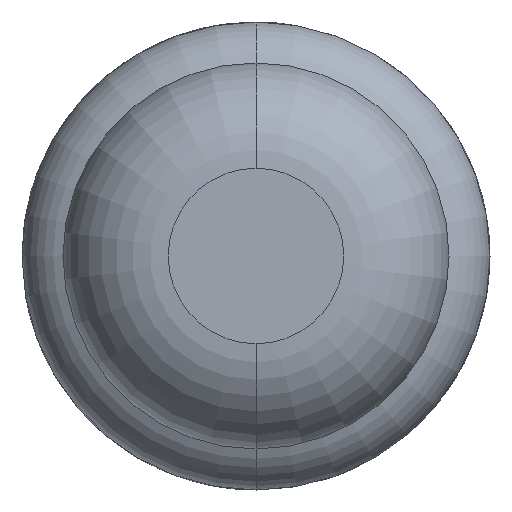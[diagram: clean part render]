
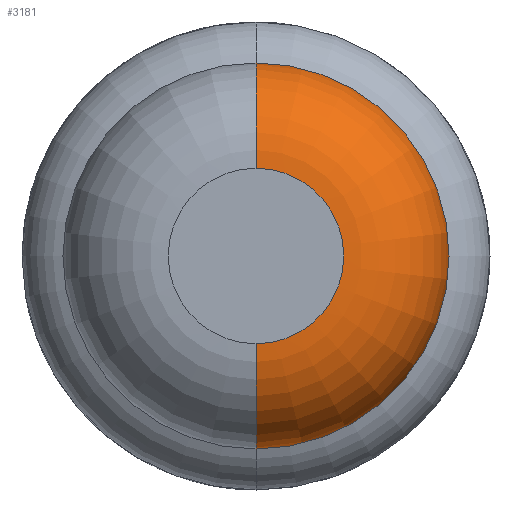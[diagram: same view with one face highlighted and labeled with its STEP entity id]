
A CAD part, front view. The second image highlights one B-rep face of the part: STEP entity #3181.
In plain terms, the highlighted toroidal (fillet/blend) face has major radius 0.375 mm and minor radius 0.45 mm.
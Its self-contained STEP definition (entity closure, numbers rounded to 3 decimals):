
#29 = VERTEX_POINT ( 'NONE', #1019 ) ;
#52 = VERTEX_POINT ( 'NONE', #1728 ) ;
#180 = CARTESIAN_POINT ( 'NONE',  ( 0., -28.55, -0.825 ) ) ;
#453 = CARTESIAN_POINT ( 'NONE',  ( 0., -28.55, -0.375 ) ) ;
#783 = AXIS2_PLACEMENT_3D ( 'NONE', #1191, #1983, #3157 ) ;
#896 = CARTESIAN_POINT ( 'NONE',  ( 0., -28.55, 0.825 ) ) ;
#955 = CIRCLE ( 'NONE', #783, 0.825 ) ;
#967 = EDGE_LOOP ( 'NONE', ( #1746, #2580, #1541, #4305 ) ) ;
#1019 = CARTESIAN_POINT ( 'NONE',  ( 0., -29., -0.375 ) ) ;
#1035 = CIRCLE ( 'NONE', #4972, 0.375 ) ;
#1168 = DIRECTION ( 'NONE',  ( 0., 1., 0. ) ) ;
#1191 = CARTESIAN_POINT ( 'NONE',  ( 0., -28.55, 0. ) ) ;
#1195 = AXIS2_PLACEMENT_3D ( 'NONE', #1544, #1510, #4716 ) ;
#1330 = TOROIDAL_SURFACE ( 'NONE', #2571, 0.375, 0.45 ) ;
#1510 = DIRECTION ( 'NONE',  ( -1., 0., 0. ) ) ;
#1541 = ORIENTED_EDGE ( 'NONE', *, *, #3153, .F. ) ;
#1544 = CARTESIAN_POINT ( 'NONE',  ( 0., -28.55, 0.375 ) ) ;
#1728 = CARTESIAN_POINT ( 'NONE',  ( 0., -29., 0.375 ) ) ;
#1746 = ORIENTED_EDGE ( 'NONE', *, *, #2317, .T. ) ;
#1983 = DIRECTION ( 'NONE',  ( 0., 1., 0. ) ) ;
#2317 = EDGE_CURVE ( 'Defeature ausgef�hrt1_7+Defeature ausgef�hrt1_6+Defeature ausgef�hrt1_6+Defeature ausgef�hrt1_6', #52, #29, #1035, .T. ) ;
#2350 = DIRECTION ( 'NONE',  ( 0., 0., 1. ) ) ;
#2384 = VERTEX_POINT ( 'NONE', #896 ) ;
#2571 = AXIS2_PLACEMENT_3D ( 'NONE', #3561, #2790, #3578 ) ;
#2580 = ORIENTED_EDGE ( 'NONE', *, *, #2717, .T. ) ;
#2717 = EDGE_CURVE ( 'NONE', #29, #3719, #2999, .T. ) ;
#2790 = DIRECTION ( 'NONE',  ( 0., 1., 0. ) ) ;
#2908 = AXIS2_PLACEMENT_3D ( 'NONE', #453, #4410, #3220 ) ;
#2999 = CIRCLE ( 'NONE', #2908, 0.45 ) ;
#3153 = EDGE_CURVE ( 'Defeature ausgef�hrt1_8+Defeature ausgef�hrt1_7+Defeature ausgef�hrt1_7+Defeature ausgef�hrt1_7', #2384, #3719, #955, .T. ) ;
#3157 = DIRECTION ( 'NONE',  ( 0., 0., 1. ) ) ;
#3181 = ADVANCED_FACE ( 'Defeature ausgef�hrt1_7', ( #5048 ), #1330, .T. ) ;
#3220 = DIRECTION ( 'NONE',  ( 0., 0., -1. ) ) ;
#3520 = CARTESIAN_POINT ( 'NONE',  ( 0., -29., 0. ) ) ;
#3561 = CARTESIAN_POINT ( 'NONE',  ( 0., -28.55, 0. ) ) ;
#3578 = DIRECTION ( 'NONE',  ( 0., 0., 1. ) ) ;
#3719 = VERTEX_POINT ( 'NONE', #180 ) ;
#4305 = ORIENTED_EDGE ( 'NONE', *, *, #4618, .F. ) ;
#4410 = DIRECTION ( 'NONE',  ( 1., 0., 0. ) ) ;
#4540 = CIRCLE ( 'NONE', #1195, 0.45 ) ;
#4618 = EDGE_CURVE ( 'NONE', #52, #2384, #4540, .T. ) ;
#4716 = DIRECTION ( 'NONE',  ( 0., 0., 1. ) ) ;
#4972 = AXIS2_PLACEMENT_3D ( 'NONE', #3520, #1168, #2350 ) ;
#5048 = FACE_OUTER_BOUND ( 'NONE', #967, .T. ) ;
